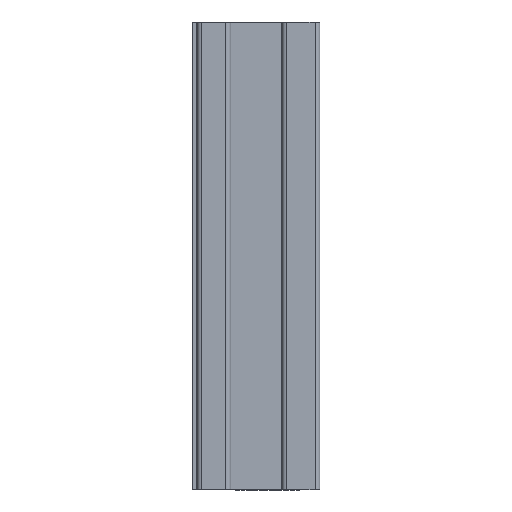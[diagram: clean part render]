
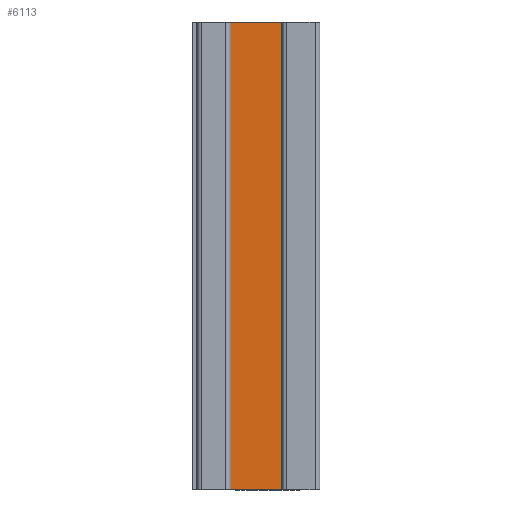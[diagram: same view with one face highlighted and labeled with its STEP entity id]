
A CAD part, left-side view. The second image highlights one B-rep face of the part: STEP entity #6113.
In plain terms, the highlighted planar face has unit normal (1, 0, 0).
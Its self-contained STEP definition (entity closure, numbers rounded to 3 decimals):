
#943 = VERTEX_POINT ( 'NONE', #15419 ) ;
#3042 = DIRECTION ( 'NONE',  ( 0., 0., -1. ) ) ;
#3660 = FACE_OUTER_BOUND ( 'NONE', #12143, .T. ) ;
#5002 = DIRECTION ( 'NONE',  ( 0., -1., 0. ) ) ;
#5582 = AXIS2_PLACEMENT_3D ( 'NONE', #12991, #9804, #3042 ) ;
#5597 = ORIENTED_EDGE ( 'NONE', *, *, #15461, .T. ) ;
#6113 = ADVANCED_FACE ( 'NONE', ( #3660 ), #16552, .T. ) ;
#7510 = VECTOR ( 'NONE', #11310, 1000. ) ;
#7771 = LINE ( 'NONE', #11236, #7510 ) ;
#8338 = VECTOR ( 'NONE', #9851, 1000. ) ;
#8604 = CARTESIAN_POINT ( 'NONE',  ( -28.5, 11.25, 97. ) ) ;
#8926 = DIRECTION ( 'NONE',  ( 0., -1., 0. ) ) ;
#9000 = VERTEX_POINT ( 'NONE', #13104 ) ;
#9804 = DIRECTION ( 'NONE',  ( 1., 0., 0. ) ) ;
#9851 = DIRECTION ( 'NONE',  ( 0., 0., 1. ) ) ;
#9953 = VERTEX_POINT ( 'NONE', #16266 ) ;
#10483 = CARTESIAN_POINT ( 'NONE',  ( -28.5, 11.25, 0. ) ) ;
#11236 = CARTESIAN_POINT ( 'NONE',  ( -28.5, -5.55, 97. ) ) ;
#11310 = DIRECTION ( 'NONE',  ( 0., 0., -1. ) ) ;
#11481 = EDGE_CURVE ( 'NONE', #9953, #9000, #21514, .T. ) ;
#11508 = LINE ( 'NONE', #19878, #8338 ) ;
#12044 = LINE ( 'NONE', #8604, #19139 ) ;
#12143 = EDGE_LOOP ( 'NONE', ( #16765, #12899, #5597, #15543 ) ) ;
#12371 = CARTESIAN_POINT ( 'NONE',  ( -28.5, 5.45, 97. ) ) ;
#12899 = ORIENTED_EDGE ( 'NONE', *, *, #11481, .F. ) ;
#12991 = CARTESIAN_POINT ( 'NONE',  ( -28.5, 5.45, 97. ) ) ;
#13104 = CARTESIAN_POINT ( 'NONE',  ( -28.5, -5.55, 0. ) ) ;
#14416 = VECTOR ( 'NONE', #8926, 1000. ) ;
#14555 = EDGE_CURVE ( 'NONE', #17497, #943, #12044, .T. ) ;
#15419 = CARTESIAN_POINT ( 'NONE',  ( -28.5, -5.55, 97. ) ) ;
#15461 = EDGE_CURVE ( 'NONE', #9953, #17497, #11508, .T. ) ;
#15543 = ORIENTED_EDGE ( 'NONE', *, *, #14555, .T. ) ;
#16266 = CARTESIAN_POINT ( 'NONE',  ( -28.5, 5.45, 0. ) ) ;
#16552 = PLANE ( 'NONE',  #5582 ) ;
#16765 = ORIENTED_EDGE ( 'NONE', *, *, #19491, .T. ) ;
#17497 = VERTEX_POINT ( 'NONE', #12371 ) ;
#19139 = VECTOR ( 'NONE', #5002, 1000. ) ;
#19491 = EDGE_CURVE ( 'NONE', #943, #9000, #7771, .T. ) ;
#19878 = CARTESIAN_POINT ( 'NONE',  ( -28.5, 5.45, 97. ) ) ;
#21514 = LINE ( 'NONE', #10483, #14416 ) ;
